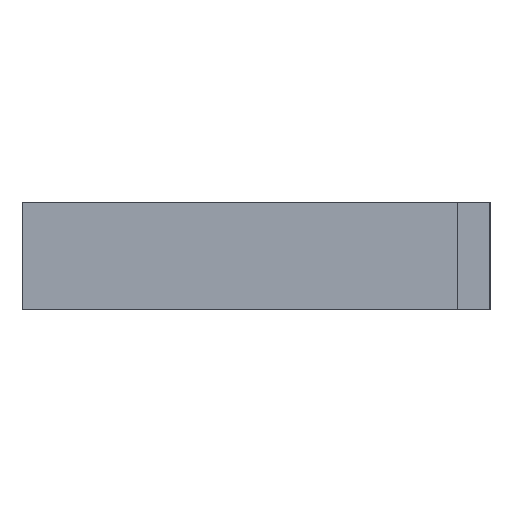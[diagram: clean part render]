
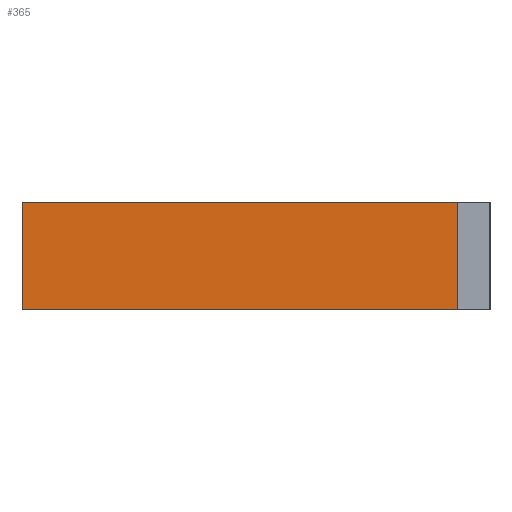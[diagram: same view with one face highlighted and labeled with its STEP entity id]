
A CAD part, left-side view. The second image highlights one B-rep face of the part: STEP entity #365.
In plain terms, the highlighted planar face has unit normal (-1, 0, 0).
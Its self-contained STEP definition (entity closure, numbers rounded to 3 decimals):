
#43=LINE('',#588,#83);
#44=LINE('',#591,#84);
#45=LINE('',#593,#85);
#46=LINE('',#594,#86);
#83=VECTOR('',#487,10.);
#84=VECTOR('',#490,10.);
#85=VECTOR('',#491,10.);
#86=VECTOR('',#492,10.);
#119=FACE_OUTER_BOUND('',#144,.T.);
#144=EDGE_LOOP('',(#294,#295,#296,#297));
#183=VERTEX_POINT('',#584);
#184=VERTEX_POINT('',#586);
#185=VERTEX_POINT('',#590);
#186=VERTEX_POINT('',#592);
#227=EDGE_CURVE('',#183,#184,#43,.T.);
#228=EDGE_CURVE('',#185,#183,#44,.T.);
#229=EDGE_CURVE('',#186,#184,#45,.T.);
#230=EDGE_CURVE('',#185,#186,#46,.T.);
#294=ORIENTED_EDGE('',*,*,#228,.T.);
#295=ORIENTED_EDGE('',*,*,#227,.T.);
#296=ORIENTED_EDGE('',*,*,#229,.F.);
#297=ORIENTED_EDGE('',*,*,#230,.F.);
#345=PLANE('',#407);
#365=ADVANCED_FACE('',(#119),#345,.T.);
#407=AXIS2_PLACEMENT_3D('',#589,#488,#489);
#487=DIRECTION('',(0.,0.,1.));
#488=DIRECTION('center_axis',(-1.,0.,0.));
#489=DIRECTION('ref_axis',(0.,-1.,0.));
#490=DIRECTION('',(0.,-1.,0.));
#491=DIRECTION('',(0.,-1.,0.));
#492=DIRECTION('',(0.,0.,1.));
#584=CARTESIAN_POINT('',(7.,3.,0.));
#586=CARTESIAN_POINT('',(7.,3.,10.));
#588=CARTESIAN_POINT('',(7.,3.,0.));
#589=CARTESIAN_POINT('Origin',(7.,43.5,0.));
#590=CARTESIAN_POINT('',(7.,43.5,0.));
#591=CARTESIAN_POINT('',(7.,43.5,0.));
#592=CARTESIAN_POINT('',(7.,43.5,10.));
#593=CARTESIAN_POINT('',(7.,43.5,10.));
#594=CARTESIAN_POINT('',(7.,43.5,0.));
